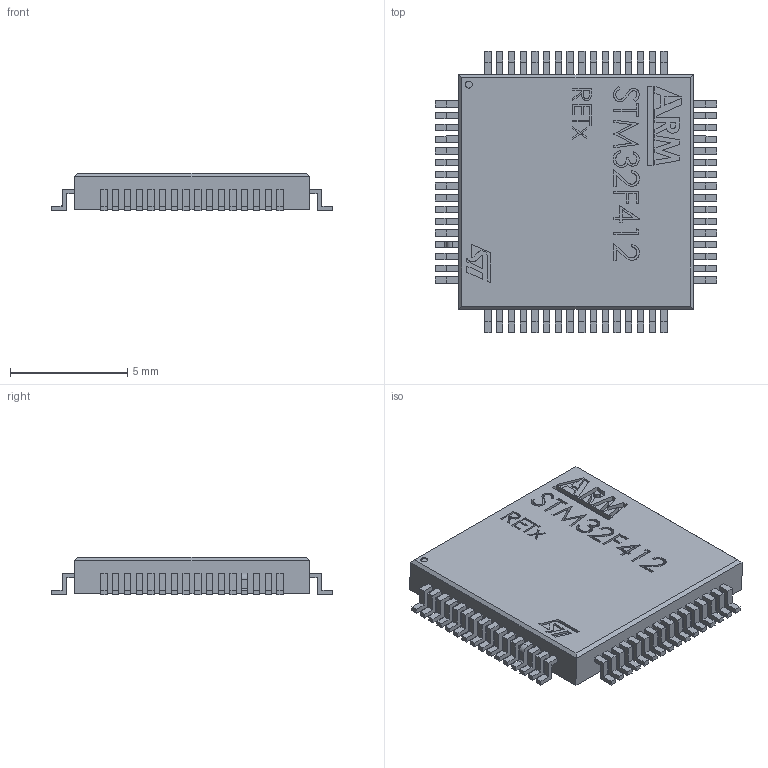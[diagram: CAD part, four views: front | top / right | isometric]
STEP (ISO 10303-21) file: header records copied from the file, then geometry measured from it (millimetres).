
FILE_DESCRIPTION (( 'STEP AP214' ), '1' );
FILE_NAME ('MCU_STM32FA RETx''.STEP', '2020-10-14T10:11:25', ( '' ), ( '' ), 'SwSTEP 2.0', 'SolidWorks 2019', '' );
FILE_SCHEMA (( 'AUTOMOTIVE_DESIGN' ));
Length unit declared in the file: millimetre
Products named in the file (1): MCU_STM32FA RETx''
Bounding box: 12 x 12 x 1.6 mm (x, y, z)
Volume: 159.5 mm3; surface area: 379.7 mm2
Topology: 1 solids, 1 shells, 848 faces, 2270 edges, 1512 vertices
Faces by surface type: plane 773, bspline 64, cylinder 11
Full cylindrical faces by diameter (mm): 0.3 x1
Entity records: 29298 total; most frequent: CARTESIAN_POINT 8278, ORIENTED_EDGE 4538, DIRECTION 3733, EDGE_CURVE 2269, LINE 2119, VECTOR 2119, VERTEX_POINT 1512, EDGE_LOOP 937
